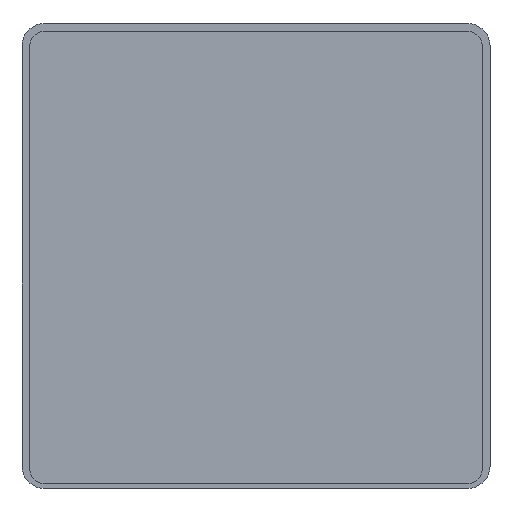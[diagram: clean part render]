
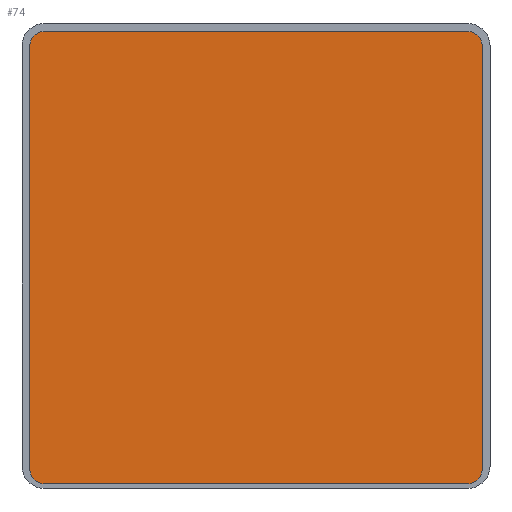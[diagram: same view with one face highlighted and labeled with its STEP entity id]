
A CAD part, top view. The second image highlights one B-rep face of the part: STEP entity #74.
In plain terms, the highlighted planar face has unit normal (0, 0, 1).
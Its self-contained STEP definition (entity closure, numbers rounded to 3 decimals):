
#55=FACE_OUTER_BOUND('',#107,.T.);
#74=ADVANCED_FACE('',(#55),#93,.T.);
#93=PLANE('',#395);
#107=EDGE_LOOP('',(#172,#173,#174,#175,#176,#177,#178,#179));
#128=CIRCLE('',#391,1.85);
#129=CIRCLE('',#392,1.85);
#130=CIRCLE('',#393,1.85);
#131=CIRCLE('',#394,1.85);
#172=ORIENTED_EDGE('',*,*,#293,.T.);
#173=ORIENTED_EDGE('',*,*,#295,.T.);
#174=ORIENTED_EDGE('',*,*,#283,.T.);
#175=ORIENTED_EDGE('',*,*,#296,.T.);
#176=ORIENTED_EDGE('',*,*,#286,.T.);
#177=ORIENTED_EDGE('',*,*,#297,.T.);
#178=ORIENTED_EDGE('',*,*,#290,.T.);
#179=ORIENTED_EDGE('',*,*,#298,.T.);
#250=VERTEX_POINT('',#557);
#251=VERTEX_POINT('',#558);
#252=VERTEX_POINT('',#563);
#253=VERTEX_POINT('',#564);
#254=VERTEX_POINT('',#569);
#255=VERTEX_POINT('',#571);
#256=VERTEX_POINT('',#575);
#257=VERTEX_POINT('',#577);
#283=EDGE_CURVE('',#250,#251,#323,.T.);
#286=EDGE_CURVE('',#252,#253,#326,.T.);
#290=EDGE_CURVE('',#255,#254,#330,.T.);
#293=EDGE_CURVE('',#257,#256,#333,.T.);
#295=EDGE_CURVE('',#256,#250,#128,.T.);
#296=EDGE_CURVE('',#251,#252,#129,.T.);
#297=EDGE_CURVE('',#253,#255,#130,.T.);
#298=EDGE_CURVE('',#254,#257,#131,.T.);
#323=LINE('',#556,#355);
#326=LINE('',#562,#358);
#330=LINE('',#570,#362);
#333=LINE('',#576,#365);
#355=VECTOR('',#445,1.);
#358=VECTOR('',#450,1.);
#362=VECTOR('',#456,1.);
#365=VECTOR('',#461,1.);
#391=AXIS2_PLACEMENT_3D('',#580,#465,#466);
#392=AXIS2_PLACEMENT_3D('',#581,#467,#468);
#393=AXIS2_PLACEMENT_3D('',#582,#469,#470);
#394=AXIS2_PLACEMENT_3D('',#583,#471,#472);
#395=AXIS2_PLACEMENT_3D('',#584,#473,#474);
#445=DIRECTION('',(0.,-1.,0.));
#450=DIRECTION('',(1.,0.,0.));
#456=DIRECTION('',(0.,1.,0.));
#461=DIRECTION('',(-1.,0.,0.));
#465=DIRECTION('',(0.,0.,1.));
#466=DIRECTION('',(1.,0.,0.));
#467=DIRECTION('',(0.,0.,1.));
#468=DIRECTION('',(1.,0.,0.));
#469=DIRECTION('',(0.,0.,1.));
#470=DIRECTION('',(1.,0.,0.));
#471=DIRECTION('',(0.,0.,1.));
#472=DIRECTION('',(1.,0.,0.));
#473=DIRECTION('',(0.,0.,1.));
#474=DIRECTION('',(1.,0.,0.));
#556=CARTESIAN_POINT('',(0.,57.7,3.));
#557=CARTESIAN_POINT('',(0.,55.85,3.));
#558=CARTESIAN_POINT('',(0.,1.85,3.));
#562=CARTESIAN_POINT('',(0.,0.,3.));
#563=CARTESIAN_POINT('',(1.85,0.,3.));
#564=CARTESIAN_POINT('',(55.85,0.,3.));
#569=CARTESIAN_POINT('',(57.7,55.85,3.));
#570=CARTESIAN_POINT('',(57.7,0.,3.));
#571=CARTESIAN_POINT('',(57.7,1.85,3.));
#575=CARTESIAN_POINT('',(1.85,57.7,3.));
#576=CARTESIAN_POINT('',(57.7,57.7,3.));
#577=CARTESIAN_POINT('',(55.85,57.7,3.));
#580=CARTESIAN_POINT('',(1.85,55.85,3.));
#581=CARTESIAN_POINT('',(1.85,1.85,3.));
#582=CARTESIAN_POINT('',(55.85,1.85,3.));
#583=CARTESIAN_POINT('',(55.85,55.85,3.));
#584=CARTESIAN_POINT('',(0.,0.,3.));
